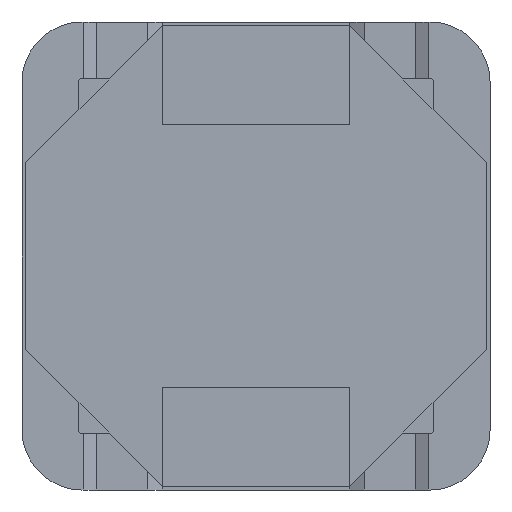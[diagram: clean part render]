
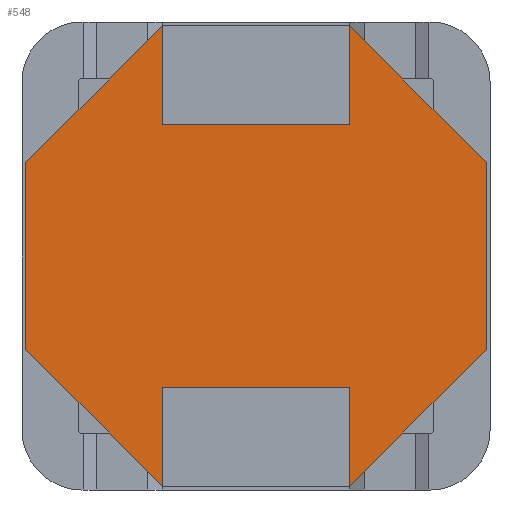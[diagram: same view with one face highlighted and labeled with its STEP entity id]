
A CAD part, front view. The second image highlights one B-rep face of the part: STEP entity #548.
In plain terms, the highlighted planar face has unit normal (0, -1, 0).
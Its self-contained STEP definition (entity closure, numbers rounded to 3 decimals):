
#15 = CARTESIAN_POINT ( 'NONE',  ( 6.15, 0., 2.5 ) ) ;
#47 = CARTESIAN_POINT ( 'NONE',  ( 2.5, 0., -6.15 ) ) ;
#55 = DIRECTION ( 'NONE',  ( 0., 0., 1. ) ) ;
#60 = EDGE_CURVE ( 'NONE', #1760, #1079, #1218, .T. ) ;
#75 = DIRECTION ( 'NONE',  ( 0., 1., 0. ) ) ;
#108 = CARTESIAN_POINT ( 'NONE',  ( 2.5, 0., 6.15 ) ) ;
#113 = DIRECTION ( 'NONE',  ( 0., 0., -1. ) ) ;
#142 = CARTESIAN_POINT ( 'NONE',  ( 6.15, 0., 2.5 ) ) ;
#151 = VECTOR ( 'NONE', #2332, 1000. ) ;
#189 = VERTEX_POINT ( 'NONE', #668 ) ;
#245 = VECTOR ( 'NONE', #2317, 1000. ) ;
#262 = CARTESIAN_POINT ( 'NONE',  ( -2.5, 0., -6.15 ) ) ;
#285 = DIRECTION ( 'NONE',  ( 0.707, 0., 0.707 ) ) ;
#299 = CARTESIAN_POINT ( 'NONE',  ( 2.5, 0., 3.5 ) ) ;
#314 = LINE ( 'NONE', #15, #951 ) ;
#345 = VECTOR ( 'NONE', #113, 1000. ) ;
#355 = VECTOR ( 'NONE', #551, 1000. ) ;
#400 = CARTESIAN_POINT ( 'NONE',  ( -6.15, 0., 2.5 ) ) ;
#409 = VERTEX_POINT ( 'NONE', #1188 ) ;
#469 = ORIENTED_EDGE ( 'NONE', *, *, #1845, .F. ) ;
#510 = VERTEX_POINT ( 'NONE', #1852 ) ;
#536 = AXIS2_PLACEMENT_3D ( 'NONE', #988, #75, #1355 ) ;
#543 = CARTESIAN_POINT ( 'NONE',  ( 2.5, 0., -6.15 ) ) ;
#548 = ADVANCED_FACE ( 'NONE', ( #756 ), #2243, .F. ) ;
#549 = EDGE_CURVE ( 'NONE', #1227, #1865, #2234, .T. ) ;
#550 = LINE ( 'NONE', #2024, #1091 ) ;
#551 = DIRECTION ( 'NONE',  ( 0., 0., -1. ) ) ;
#552 = DIRECTION ( 'NONE',  ( 0., 0., -1. ) ) ;
#600 = ORIENTED_EDGE ( 'NONE', *, *, #1619, .F. ) ;
#620 = EDGE_LOOP ( 'NONE', ( #847, #1074, #2087, #1704, #469, #2253, #975, #600, #2248, #1655, #1486, #2078 ) ) ;
#646 = CARTESIAN_POINT ( 'NONE',  ( 2.5, 0., 6.15 ) ) ;
#668 = CARTESIAN_POINT ( 'NONE',  ( 6.15, 0., -2.5 ) ) ;
#742 = CARTESIAN_POINT ( 'NONE',  ( -2.5, 0., 6.15 ) ) ;
#756 = FACE_OUTER_BOUND ( 'NONE', #620, .T. ) ;
#774 = VECTOR ( 'NONE', #2012, 1000. ) ;
#847 = ORIENTED_EDGE ( 'NONE', *, *, #1121, .F. ) ;
#856 = VECTOR ( 'NONE', #1229, 1000. ) ;
#943 = DIRECTION ( 'NONE',  ( 1., 0., 0. ) ) ;
#946 = VERTEX_POINT ( 'NONE', #2164 ) ;
#951 = VECTOR ( 'NONE', #552, 1000. ) ;
#975 = ORIENTED_EDGE ( 'NONE', *, *, #2338, .F. ) ;
#988 = CARTESIAN_POINT ( 'NONE',  ( 0., 0., 0. ) ) ;
#992 = EDGE_CURVE ( 'NONE', #1865, #189, #314, .T. ) ;
#1025 = CARTESIAN_POINT ( 'NONE',  ( 2.5, 0., -6.15 ) ) ;
#1059 = CARTESIAN_POINT ( 'NONE',  ( -2.5, 0., -6.15 ) ) ;
#1074 = ORIENTED_EDGE ( 'NONE', *, *, #2020, .F. ) ;
#1079 = VERTEX_POINT ( 'NONE', #742 ) ;
#1091 = VECTOR ( 'NONE', #943, 1000. ) ;
#1120 = CARTESIAN_POINT ( 'NONE',  ( -6.15, 0., -2.5 ) ) ;
#1121 = EDGE_CURVE ( 'NONE', #510, #1376, #550, .T. ) ;
#1170 = EDGE_CURVE ( 'NONE', #1376, #1227, #1436, .T. ) ;
#1188 = CARTESIAN_POINT ( 'NONE',  ( 2.5, 0., -3.5 ) ) ;
#1218 = LINE ( 'NONE', #2082, #2041 ) ;
#1227 = VERTEX_POINT ( 'NONE', #1484 ) ;
#1229 = DIRECTION ( 'NONE',  ( 0., 0., 1. ) ) ;
#1260 = LINE ( 'NONE', #47, #774 ) ;
#1329 = EDGE_CURVE ( 'NONE', #189, #2269, #1791, .T. ) ;
#1355 = DIRECTION ( 'NONE',  ( 0., 0., 1. ) ) ;
#1376 = VERTEX_POINT ( 'NONE', #299 ) ;
#1436 = LINE ( 'NONE', #108, #856 ) ;
#1452 = CARTESIAN_POINT ( 'NONE',  ( -2.5, 0., -6.15 ) ) ;
#1474 = LINE ( 'NONE', #1059, #151 ) ;
#1484 = CARTESIAN_POINT ( 'NONE',  ( 2.5, 0., 6.15 ) ) ;
#1486 = ORIENTED_EDGE ( 'NONE', *, *, #549, .F. ) ;
#1619 = EDGE_CURVE ( 'NONE', #2269, #409, #1260, .T. ) ;
#1655 = ORIENTED_EDGE ( 'NONE', *, *, #992, .F. ) ;
#1704 = ORIENTED_EDGE ( 'NONE', *, *, #1888, .F. ) ;
#1720 = VERTEX_POINT ( 'NONE', #262 ) ;
#1747 = DIRECTION ( 'NONE',  ( -0.707, 0., -0.707 ) ) ;
#1760 = VERTEX_POINT ( 'NONE', #1777 ) ;
#1777 = CARTESIAN_POINT ( 'NONE',  ( -6.15, 0., 2.5 ) ) ;
#1785 = LINE ( 'NONE', #1929, #245 ) ;
#1791 = LINE ( 'NONE', #1025, #2366 ) ;
#1845 = EDGE_CURVE ( 'NONE', #1720, #1956, #1474, .T. ) ;
#1852 = CARTESIAN_POINT ( 'NONE',  ( -2.5, 0., 3.5 ) ) ;
#1865 = VERTEX_POINT ( 'NONE', #142 ) ;
#1888 = EDGE_CURVE ( 'NONE', #1956, #1760, #2038, .T. ) ;
#1904 = DIRECTION ( 'NONE',  ( 0.707, 0., -0.707 ) ) ;
#1929 = CARTESIAN_POINT ( 'NONE',  ( -2.5, 0., -3.5 ) ) ;
#1938 = LINE ( 'NONE', #2102, #345 ) ;
#1956 = VERTEX_POINT ( 'NONE', #1120 ) ;
#2012 = DIRECTION ( 'NONE',  ( 0., 0., 1. ) ) ;
#2020 = EDGE_CURVE ( 'NONE', #1079, #510, #1938, .T. ) ;
#2024 = CARTESIAN_POINT ( 'NONE',  ( -2.5, 0., 3.5 ) ) ;
#2038 = LINE ( 'NONE', #400, #2348 ) ;
#2041 = VECTOR ( 'NONE', #285, 1000. ) ;
#2078 = ORIENTED_EDGE ( 'NONE', *, *, #1170, .F. ) ;
#2082 = CARTESIAN_POINT ( 'NONE',  ( -2.5, 0., 6.15 ) ) ;
#2087 = ORIENTED_EDGE ( 'NONE', *, *, #60, .F. ) ;
#2102 = CARTESIAN_POINT ( 'NONE',  ( -2.5, 0., 6.15 ) ) ;
#2164 = CARTESIAN_POINT ( 'NONE',  ( -2.5, 0., -3.5 ) ) ;
#2220 = LINE ( 'NONE', #1452, #355 ) ;
#2224 = EDGE_CURVE ( 'NONE', #946, #1720, #2220, .T. ) ;
#2234 = LINE ( 'NONE', #646, #2316 ) ;
#2243 = PLANE ( 'NONE',  #536 ) ;
#2248 = ORIENTED_EDGE ( 'NONE', *, *, #1329, .F. ) ;
#2253 = ORIENTED_EDGE ( 'NONE', *, *, #2224, .F. ) ;
#2269 = VERTEX_POINT ( 'NONE', #543 ) ;
#2316 = VECTOR ( 'NONE', #1904, 1000. ) ;
#2317 = DIRECTION ( 'NONE',  ( -1., 0., 0. ) ) ;
#2332 = DIRECTION ( 'NONE',  ( -0.707, 0., 0.707 ) ) ;
#2338 = EDGE_CURVE ( 'NONE', #409, #946, #1785, .T. ) ;
#2348 = VECTOR ( 'NONE', #55, 1000. ) ;
#2366 = VECTOR ( 'NONE', #1747, 1000. ) ;
